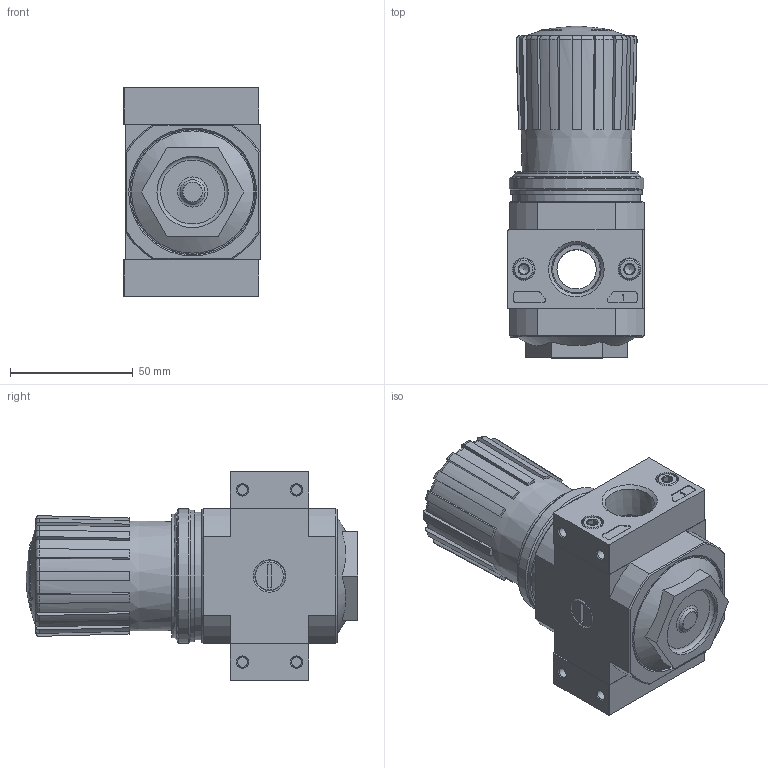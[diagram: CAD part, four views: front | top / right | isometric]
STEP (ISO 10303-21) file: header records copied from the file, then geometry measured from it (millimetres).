
FILE_DESCRIPTION(/* description */ ('STEP AP214'),/* implementation_level */ '2;1');
FILE_NAME(/* name */ '173663_LR-1_2-D-7-O-MIDI-NPT',/* time_stamp */ '2024-09-04T19:53:59+02:00',/* author */ ('License CC BY-ND 4.0'),/* organization */ ('CADENAS'),/* preprocessor_version */ 'ST-DEVELOPER v19.3',/* originating_system */ 'PARTsolutions',/* authorisation */ ' ');
FILE_SCHEMA (('AUTOMOTIVE_DESIGN {1 0 10303 214 3 1 1}'));
Length unit declared in the file: millimetre
Products named in the file (7): 173663 LR-1/2-D-7-O-MIDI-NPT---(0); 127307 LR-D-7-MIDI--(0); 398012 LRVS-D-MINI; 679804 PBL-1/2-D-MIDI-R-NPT--P1; DIN-912 - M5x18(F); 679803 PBL-1/2-D-MIDI-L-NPT--P1; 373846 LR-MIDI
Assembly tree (10 placements, depth 2):
  173663 LR-1/2-D-7-O-MIDI-NPT---(0)
    127307 LR-D-7-MIDI--(0)
    398012 LRVS-D-MINI
    679804 PBL-1/2-D-MIDI-R-NPT--P1
    DIN-912 - M5x18(F)  x4
    679803 PBL-1/2-D-MIDI-L-NPT--P1
    373846 LR-MIDI  x2
Bounding box: 55.5 x 135 x 85 mm (x, y, z)
Volume: 321355.2 mm3; surface area: 56119.1 mm2
Topology: 10 solids, 11 shells, 486 faces, 1138 edges, 714 vertices
Faces by surface type: plane 254, cone 106, cylinder 83, torus 38, sphere 5
Full cylindrical faces by diameter (mm): 4.134 x8, 5 x4, 6.3 x2, 8.5 x4, 9.6 x2, 11.2 x2, 11.445 x2, 13.157 x2, 16 x1, 24.9 x1, 26.4 x1, 29 x1, 29.7 x1, 30.8 x1, 39 x1, 50.16 x1, 50.376 x1, 52 x1, 53.5 x1, 54.8 x1
Entity records: 13069 total; most frequent: CARTESIAN_POINT 2457, DIRECTION 1878, ORIENTED_EDGE 1728, EDGE_CURVE 864, AXIS2_PLACEMENT_3D 774, VERTEX_POINT 603, FACE_BOUND 521, EDGE_LOOP 520
